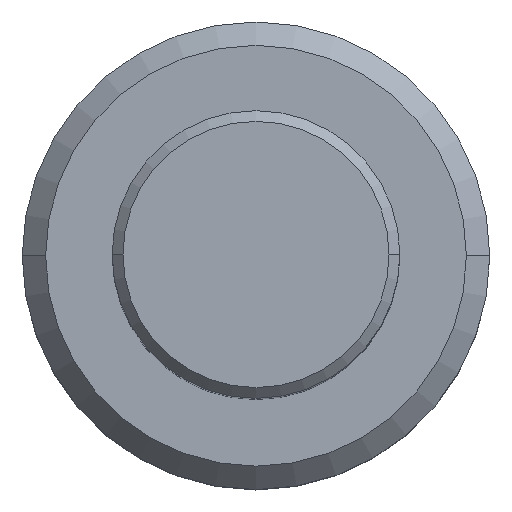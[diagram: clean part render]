
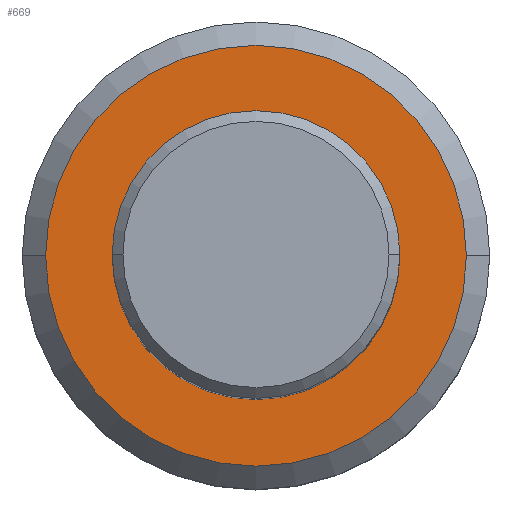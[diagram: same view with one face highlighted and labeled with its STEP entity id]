
A CAD part, top view. The second image highlights one B-rep face of the part: STEP entity #669.
In plain terms, the highlighted planar face has unit normal (0, 0, 1).
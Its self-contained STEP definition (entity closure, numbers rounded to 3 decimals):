
#21 = CARTESIAN_POINT ( 'NONE',  ( 0., 0., -20. ) ) ;
#25 = CARTESIAN_POINT ( 'NONE',  ( 0., 0., -20. ) ) ;
#35 = DIRECTION ( 'NONE',  ( 0., -1., 0. ) ) ;
#47 = EDGE_LOOP ( 'NONE', ( #522, #105 ) ) ;
#70 = DIRECTION ( 'NONE',  ( -1., 0., 0. ) ) ;
#91 = AXIS2_PLACEMENT_3D ( 'NONE', #25, #275, #70 ) ;
#105 = ORIENTED_EDGE ( 'NONE', *, *, #530, .F. ) ;
#150 = DIRECTION ( 'NONE',  ( -1., 0., 0. ) ) ;
#163 = VERTEX_POINT ( 'NONE', #744 ) ;
#166 = VERTEX_POINT ( 'NONE', #204 ) ;
#204 = CARTESIAN_POINT ( 'NONE',  ( -4., 0., -20. ) ) ;
#231 = CIRCLE ( 'NONE', #715, 4. ) ;
#239 = VERTEX_POINT ( 'NONE', #296 ) ;
#275 = DIRECTION ( 'NONE',  ( 0., 0., 1. ) ) ;
#287 = DIRECTION ( 'NONE',  ( 0., 0., 1. ) ) ;
#288 = VERTEX_POINT ( 'NONE', #836 ) ;
#289 = EDGE_CURVE ( 'NONE', #239, #163, #645, .T. ) ;
#290 = CARTESIAN_POINT ( 'NONE',  ( 0., 0., -20. ) ) ;
#296 = CARTESIAN_POINT ( 'NONE',  ( -5.85, 0., -20. ) ) ;
#324 = CIRCLE ( 'NONE', #742, 5.85 ) ;
#332 = AXIS2_PLACEMENT_3D ( 'NONE', #411, #482, #35 ) ;
#345 = DIRECTION ( 'NONE',  ( -1., 0., 0. ) ) ;
#350 = ORIENTED_EDGE ( 'NONE', *, *, #747, .T. ) ;
#366 = AXIS2_PLACEMENT_3D ( 'NONE', #419, #287, #550 ) ;
#411 = CARTESIAN_POINT ( 'NONE',  ( 0., 0., -20. ) ) ;
#419 = CARTESIAN_POINT ( 'NONE',  ( 0., 0., -20. ) ) ;
#435 = EDGE_LOOP ( 'NONE', ( #843, #350 ) ) ;
#446 = CIRCLE ( 'NONE', #91, 4. ) ;
#482 = DIRECTION ( 'NONE',  ( 0., 0., -1. ) ) ;
#522 = ORIENTED_EDGE ( 'NONE', *, *, #535, .F. ) ;
#530 = EDGE_CURVE ( 'NONE', #166, #288, #231, .T. ) ;
#535 = EDGE_CURVE ( 'NONE', #288, #166, #446, .T. ) ;
#550 = DIRECTION ( 'NONE',  ( -1., 0., 0. ) ) ;
#620 = FACE_BOUND ( 'NONE', #47, .T. ) ;
#645 = CIRCLE ( 'NONE', #366, 5.85 ) ;
#653 = DIRECTION ( 'NONE',  ( 0., 0., 1. ) ) ;
#669 = ADVANCED_FACE ( 'NONE', ( #620, #743 ), #822, .F. ) ;
#686 = DIRECTION ( 'NONE',  ( 0., 0., 1. ) ) ;
#715 = AXIS2_PLACEMENT_3D ( 'NONE', #21, #653, #150 ) ;
#742 = AXIS2_PLACEMENT_3D ( 'NONE', #290, #686, #345 ) ;
#743 = FACE_OUTER_BOUND ( 'NONE', #435, .T. ) ;
#744 = CARTESIAN_POINT ( 'NONE',  ( 5.85, 0., -20. ) ) ;
#747 = EDGE_CURVE ( 'NONE', #163, #239, #324, .T. ) ;
#822 = PLANE ( 'NONE',  #332 ) ;
#836 = CARTESIAN_POINT ( 'NONE',  ( 4., 0., -20. ) ) ;
#843 = ORIENTED_EDGE ( 'NONE', *, *, #289, .T. ) ;
